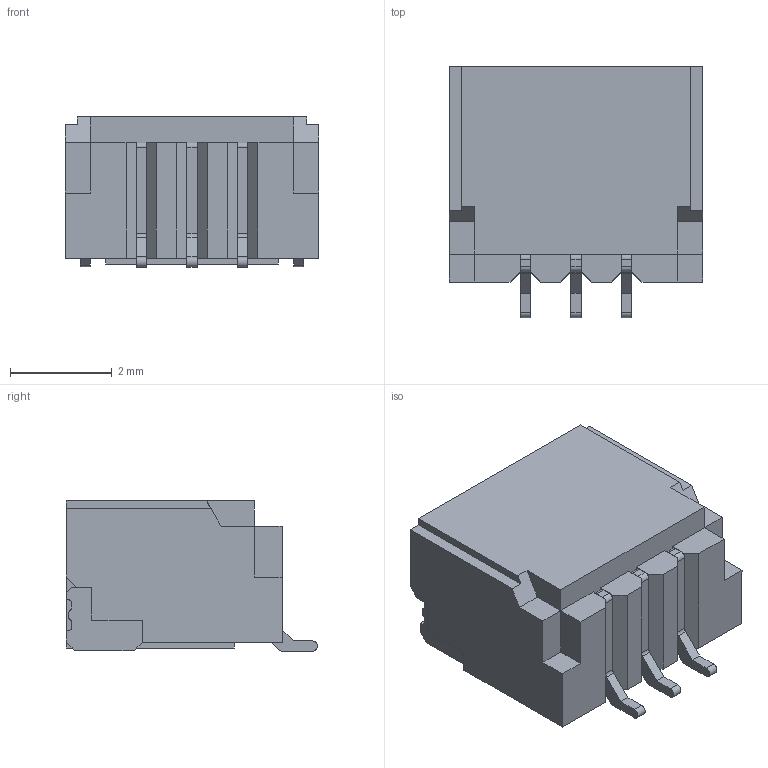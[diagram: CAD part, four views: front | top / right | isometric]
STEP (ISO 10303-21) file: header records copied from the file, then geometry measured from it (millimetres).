
FILE_DESCRIPTION(/* description */ ('','CAx-IF Rec.Pracs.---Representation and Presentation of Product Manufacturing Information (PMI)---4.0---2014-10-13'),/* implementation_level */ '2;1');
FILE_NAME(/* name */ 'SM03B-SRSS-TB.step',/* time_stamp */ '2025-02-24T21:35:04-05:00',/* author */ (''),/* organization */ (''),/* preprocessor_version */ 'ST-DEVELOPER v20',/* originating_system */ 'Autodesk Translation Framework v13.20.0.188',/* authorisation */ '');
FILE_SCHEMA (('AP242_MANAGED_MODEL_BASED_3D_ENGINEERING_MIM_LF { 1 0 10303 442 1 1 4 }'));
Length unit declared in the file: millimetre
Products named in the file (2): SM03B-SRSS-TB; SM03B-SRSS-TB_LF__SN_ v2
Assembly tree (1 placements, depth 2):
  SM03B-SRSS-TB
    SM03B-SRSS-TB_LF__SN_ v2
Bounding box: 5 x 4.95 x 2.96 mm (x, y, z)
Volume: 34.8 mm3; surface area: 163.1 mm2
Topology: 6 solids, 6 shells, 201 faces, 562 edges, 370 vertices
Faces by surface type: plane 167, cylinder 34
Entity records: 6446 total; most frequent: CARTESIAN_POINT 1136, ORIENTED_EDGE 1124, DIRECTION 1038, EDGE_CURVE 562, LINE 494, VECTOR 494, VERTEX_POINT 370, AXIS2_PLACEMENT_3D 272
